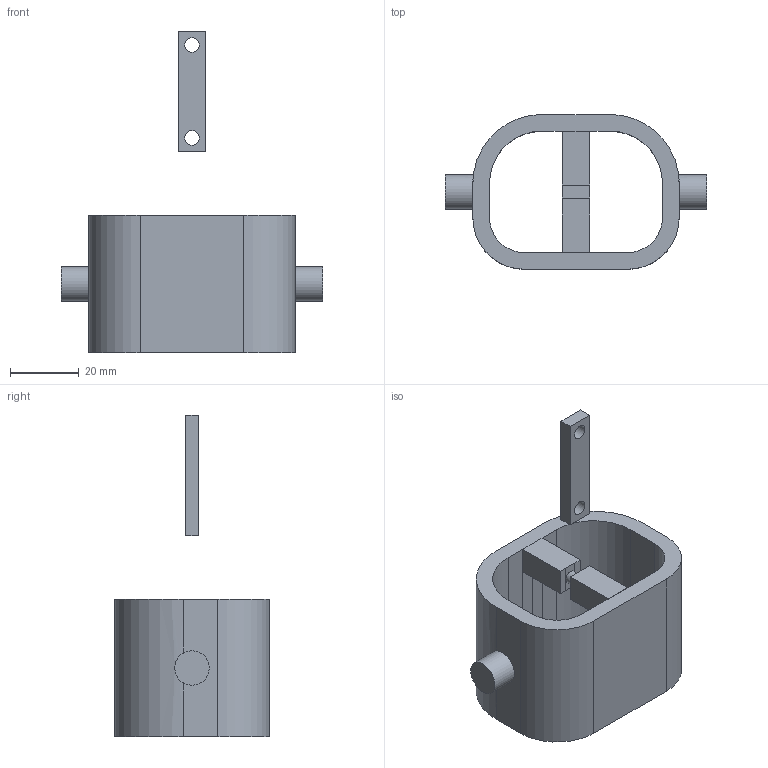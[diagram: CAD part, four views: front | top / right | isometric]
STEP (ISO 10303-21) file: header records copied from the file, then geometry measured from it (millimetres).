
FILE_DESCRIPTION(/* description */ (''),/* implementation_level */ '2;1');
FILE_NAME(/* name */ 'Body For Simulation(With Rotar).step',/* time_stamp */ '2021-02-05T11:34:28-08:00',/* author */ (''),/* organization */ (''),/* preprocessor_version */ 'ST-DEVELOPER v18.1',/* originating_system */ 'Autodesk Translation Framework v9.7.1.1290',/* authorisation */ '');
FILE_SCHEMA (('AUTOMOTIVE_DESIGN { 1 0 10303 214 3 1 1 }'));
Length unit declared in the file: millimetre
Products named in the file (3): Body For Simulation (v1~recovered); Segment; Revolute Plate
Assembly tree (2 placements, depth 2):
  Body For Simulation (v1~recovered)
    Segment
    Revolute Plate
Bounding box: 76 x 45 x 93.5 mm (x, y, z)
Volume: 38246.9 mm3; surface area: 18859.2 mm2
Topology: 8 solids, 8 shells, 73 faces, 171 edges, 114 vertices
Faces by surface type: plane 59, cylinder 14
Full cylindrical faces by diameter (mm): 3.75 x2, 4.25 x2, 10 x2
Entity records: 2188 total; most frequent: CARTESIAN_POINT 389, DIRECTION 355, ORIENTED_EDGE 342, EDGE_CURVE 171, LINE 139, VECTOR 139, VERTEX_POINT 114, AXIS2_PLACEMENT_3D 108
